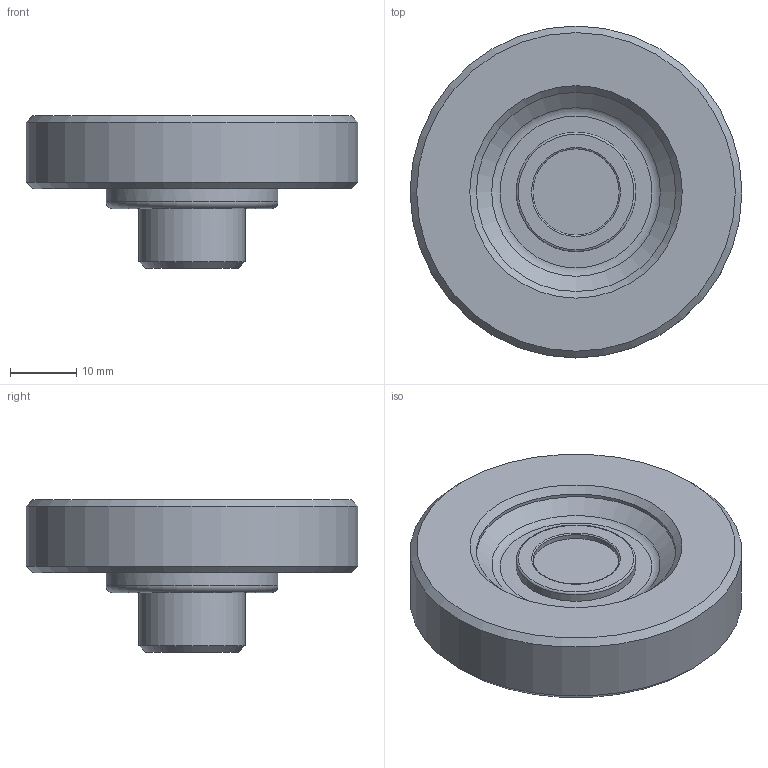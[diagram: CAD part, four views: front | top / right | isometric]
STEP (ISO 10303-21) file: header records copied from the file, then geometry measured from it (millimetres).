
FILE_DESCRIPTION( ( 'Unknown' ), '1' );
FILE_NAME( '7101001_VPRA050.stp', 'Unknown', ( 'Unknown' ), ( 'Unknown' ), 'PSStep 11.0', 'Unknown', ' ' );
FILE_SCHEMA( ( 'AUTOMOTIVE_DESIGN { 1 0 10303 214 1 1 1 1 }' ) );
Length unit declared in the file: millimetre
Products named in the file (1): 7101001
Bounding box: 50 x 50 x 23 mm (x, y, z)
Volume: 21204.4 mm3; surface area: 7037.6 mm2
Topology: 1 solids, 1 shells, 42 faces, 90 edges, 53 vertices
Faces by surface type: bspline 11, cone 9, cylinder 8, plane 7, torus 7
Full cylindrical faces by diameter (mm): 4 x1, 13 x1, 16 x1, 18 x1, 25.9 x1, 30 x1, 50 x1
Entity records: 2859 total; most frequent: CARTESIAN_POINT 1785, DIRECTION 146, ORIENTED_EDGE 124, AXIS2_PLACEMENT_3D 73, EDGE_LOOP 65, EDGE_CURVE 62, FACE_OUTER_BOUND 53, VERTEX_POINT 46
